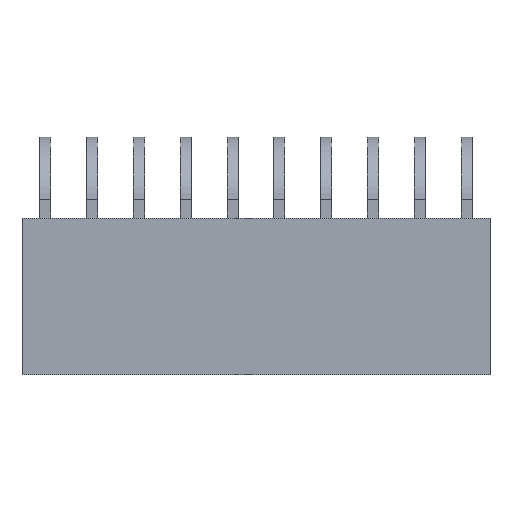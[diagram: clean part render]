
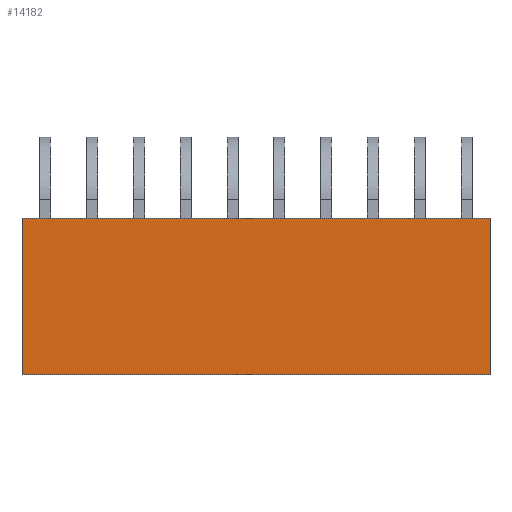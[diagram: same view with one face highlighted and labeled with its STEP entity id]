
A CAD part, top view. The second image highlights one B-rep face of the part: STEP entity #14182.
In plain terms, the highlighted planar face has unit normal (0, 0, 1).
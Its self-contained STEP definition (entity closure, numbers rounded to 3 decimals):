
#156 = EDGE_LOOP ( 'NONE', ( #16856, #13952, #19699, #4226 ) ) ;
#259 = CARTESIAN_POINT ( 'NONE',  ( -12.7, -11.33, 5. ) ) ;
#2386 = VERTEX_POINT ( 'NONE', #3389 ) ;
#2657 = LINE ( 'NONE', #16975, #8573 ) ;
#3078 = LINE ( 'NONE', #259, #12194 ) ;
#3201 = DIRECTION ( 'NONE',  ( 0., -1., 0. ) ) ;
#3389 = CARTESIAN_POINT ( 'NONE',  ( 12.7, -11.33, 5. ) ) ;
#4226 = ORIENTED_EDGE ( 'NONE', *, *, #17885, .T. ) ;
#4355 = DIRECTION ( 'NONE',  ( 0., 0., -1. ) ) ;
#4524 = CARTESIAN_POINT ( 'NONE',  ( -12.7, -11.33, 5. ) ) ;
#4574 = PLANE ( 'NONE',  #12876 ) ;
#5034 = CARTESIAN_POINT ( 'NONE',  ( 12.7, -2.83, 5. ) ) ;
#5128 = CARTESIAN_POINT ( 'NONE',  ( -12.7, -11.33, 5. ) ) ;
#5190 = DIRECTION ( 'NONE',  ( 0., 1., 0. ) ) ;
#5243 = LINE ( 'NONE', #5128, #6462 ) ;
#5458 = VECTOR ( 'NONE', #5190, 1000. ) ;
#6045 = FACE_OUTER_BOUND ( 'NONE', #156, .T. ) ;
#6462 = VECTOR ( 'NONE', #13471, 1000. ) ;
#7206 = LINE ( 'NONE', #13633, #5458 ) ;
#8573 = VECTOR ( 'NONE', #9213, 1000. ) ;
#9213 = DIRECTION ( 'NONE',  ( -1., 0., 0. ) ) ;
#9280 = VERTEX_POINT ( 'NONE', #19439 ) ;
#10619 = EDGE_CURVE ( 'NONE', #2386, #19242, #7206, .T. ) ;
#12194 = VECTOR ( 'NONE', #3201, 1000. ) ;
#12616 = CARTESIAN_POINT ( 'NONE',  ( 0., 0., 5. ) ) ;
#12728 = DIRECTION ( 'NONE',  ( -1., 0., 0. ) ) ;
#12876 = AXIS2_PLACEMENT_3D ( 'NONE', #12616, #4355, #12728 ) ;
#13471 = DIRECTION ( 'NONE',  ( 1., 0., 0. ) ) ;
#13610 = VERTEX_POINT ( 'NONE', #4524 ) ;
#13633 = CARTESIAN_POINT ( 'NONE',  ( 12.7, -11.33, 5. ) ) ;
#13952 = ORIENTED_EDGE ( 'NONE', *, *, #15387, .T. ) ;
#14182 = ADVANCED_FACE ( 'NONE', ( #6045 ), #4574, .F. ) ;
#15387 = EDGE_CURVE ( 'NONE', #19242, #9280, #2657, .T. ) ;
#16856 = ORIENTED_EDGE ( 'NONE', *, *, #10619, .T. ) ;
#16975 = CARTESIAN_POINT ( 'NONE',  ( -12.7, -2.83, 5. ) ) ;
#17885 = EDGE_CURVE ( 'NONE', #13610, #2386, #5243, .T. ) ;
#18855 = EDGE_CURVE ( 'NONE', #9280, #13610, #3078, .T. ) ;
#19242 = VERTEX_POINT ( 'NONE', #5034 ) ;
#19439 = CARTESIAN_POINT ( 'NONE',  ( -12.7, -2.83, 5. ) ) ;
#19699 = ORIENTED_EDGE ( 'NONE', *, *, #18855, .T. ) ;
